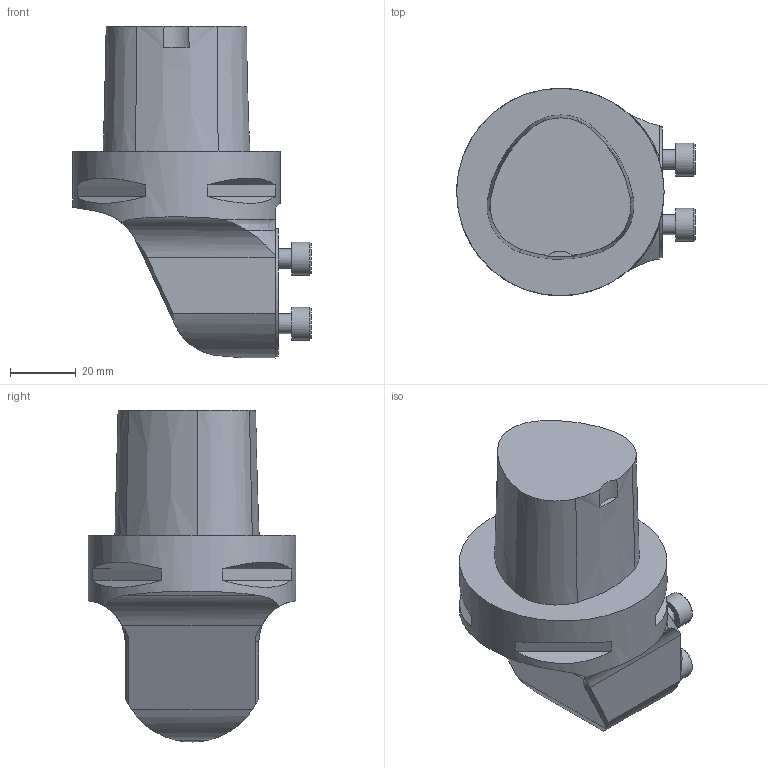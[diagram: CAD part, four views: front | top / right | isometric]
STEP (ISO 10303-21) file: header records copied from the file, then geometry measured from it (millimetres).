
FILE_DESCRIPTION(/* description */ (''),/* implementation_level */ '2;1');
FILE_NAME(/* name */ '1524227515902.stp',/* time_stamp */ '2018-04-20T14:32:04+02:00',/* author */ (''),/* organization */ ('SMS'),/* preprocessor_version */ 'ST-DEVELOPER v15',/* originating_system */ 'SIEMENS PLM Software NX 8.5',/* authorisation */ '');
FILE_SCHEMA (('AUTOMOTIVE_DESIGN { 1 0 10303 214 3 1 1 1 }'));
Length unit declared in the file: millimetre
Products named in the file (1): 201593519mod000_00
Bounding box: 72.5 x 63 x 100.8 mm (x, y, z)
Volume: 178157 mm3; surface area: 21744 mm2
Topology: 1 solids, 1 shells, 67 faces, 161 edges, 113 vertices
Faces by surface type: plane 35, cylinder 18, cone 12, torus 2
Full cylindrical faces by diameter (mm): 6 x4, 10 x4, 63 x1
Entity records: 1975 total; most frequent: CARTESIAN_POINT 429, DIRECTION 325, ORIENTED_EDGE 278, AXIS2_PLACEMENT_3D 140, EDGE_CURVE 139, VERTEX_POINT 101, EDGE_LOOP 94, ADVANCED_FACE 67
